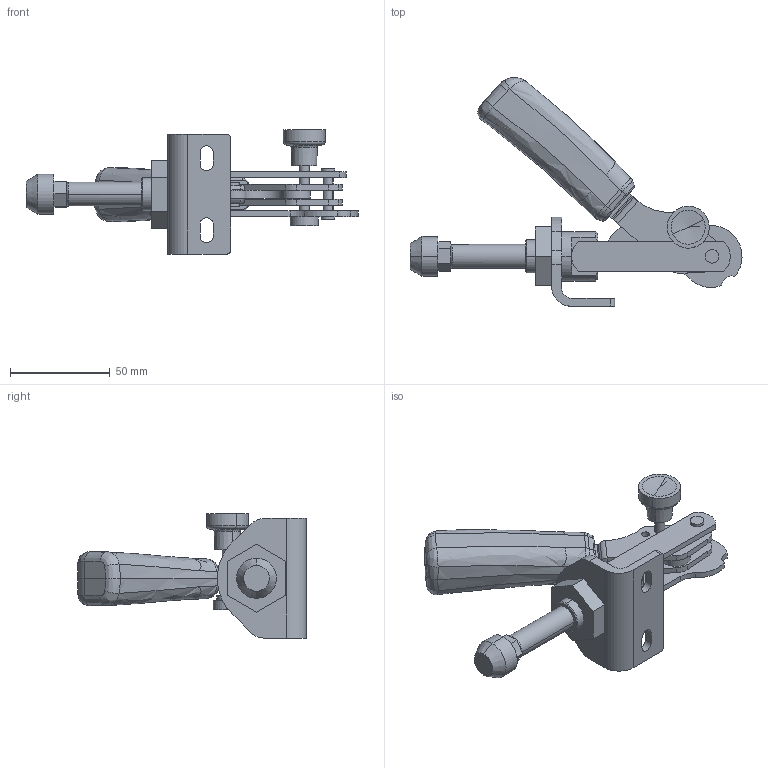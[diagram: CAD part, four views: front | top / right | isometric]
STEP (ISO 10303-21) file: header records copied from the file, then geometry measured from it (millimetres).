
FILE_DESCRIPTION (( 'STEP AP214' ), '1' );
FILE_NAME ('M61S-3.STEP', '2023-03-11T10:37:03', ( '' ), ( '' ), 'SwSTEP 2.0', 'SolidWorks 2015', '' );
FILE_SCHEMA (( 'AUTOMOTIVE_DESIGN' ));
Length unit declared in the file: millimetre
Products named in the file (18): M61S-3_M尳; percin2; 841-3-2 govde; Yeni kol; M61S-3_K尳嵨_2; percin1; M61S-3_TÝRNAK; 841-3-6 ayak; 841-3-14 somun; M61S-3; 841-3-7 somun; M61S-3_K尳嵨_1; 841-3-11 civata; M61S-3_KÝLÝT_TÝRNAGÝ; 841-3-12 lastik; 841-3-5 baski ayi; 3; Yeni kol 2
Assembly tree (17 placements, depth 2):
  M61S-3
    M61S-3_KÝLÝT_TÝRNAGÝ
    M61S-3_M尳
    M61S-3_TÝRNAK
    841-3-2 govde
    841-3-5 baski ayi
    M61S-3_K尳嵨_1
    percin1
    percin2
    M61S-3_K尳嵨_2
    Yeni kol
    Yeni kol 2
    3
    841-3-12 lastik
    841-3-11 civata
    841-3-14 somun
    841-3-6 ayak
    841-3-7 somun
Bounding box: 166.22 x 114.59 x 62.25 mm (x, y, z)
Volume: 117709.9 mm3; surface area: 54085.3 mm2
Topology: 17 solids, 17 shells, 506 faces, 1247 edges, 796 vertices
Faces by surface type: plane 225, bspline 138, cylinder 115, cone 22, torus 6
Entity records: 23362 total; most frequent: CARTESIAN_POINT 10506, ORIENTED_EDGE 2482, DIRECTION 2000, EDGE_CURVE 1241, VERTEX_POINT 796, AXIS2_PLACEMENT_3D 670, VECTOR 660, LINE 660
